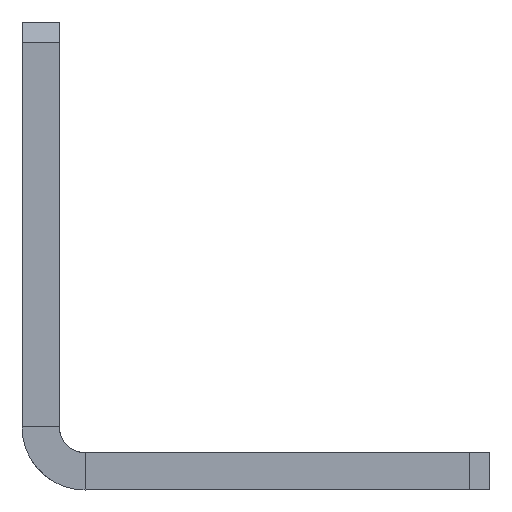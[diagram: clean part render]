
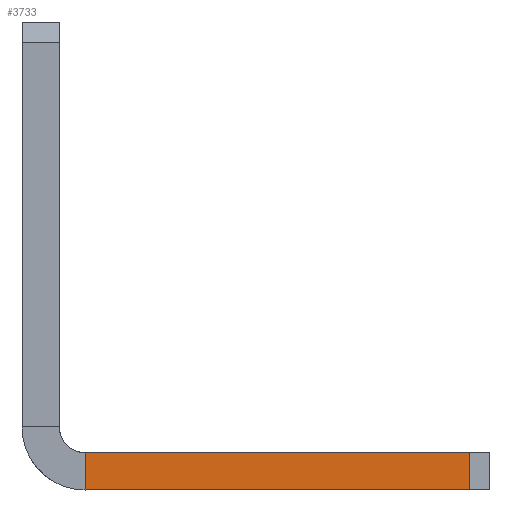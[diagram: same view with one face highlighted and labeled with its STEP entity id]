
A CAD part, left-side view. The second image highlights one B-rep face of the part: STEP entity #3733.
In plain terms, the highlighted planar face has unit normal (-1, 0, 0).
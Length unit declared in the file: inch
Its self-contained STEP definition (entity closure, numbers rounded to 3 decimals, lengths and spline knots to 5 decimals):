
#184=PLANE('',#4171);
#305=FACE_OUTER_BOUND('',#523,.T.);
#523=EDGE_LOOP('',(#3027,#3028,#3029,#3030));
#756=LINE('',#6158,#1002);
#772=LINE('',#6211,#1018);
#803=LINE('',#6265,#1049);
#804=LINE('',#6266,#1050);
#1002=VECTOR('',#5022,0.371);
#1018=VECTOR('',#5060,0.371);
#1049=VECTOR('',#5107,0.036);
#1050=VECTOR('',#5108,0.036);
#1742=VERTEX_POINT('',#6155);
#1743=VERTEX_POINT('',#6157);
#1768=VERTEX_POINT('',#6208);
#1769=VERTEX_POINT('',#6210);
#2206=EDGE_CURVE('',#1743,#1742,#756,.T.);
#2232=EDGE_CURVE('',#1768,#1769,#772,.T.);
#2263=EDGE_CURVE('',#1742,#1769,#803,.T.);
#2264=EDGE_CURVE('',#1768,#1743,#804,.T.);
#3027=ORIENTED_EDGE('',*,*,#2206,.T.);
#3028=ORIENTED_EDGE('',*,*,#2263,.T.);
#3029=ORIENTED_EDGE('',*,*,#2232,.F.);
#3030=ORIENTED_EDGE('',*,*,#2264,.T.);
#3733=ADVANCED_FACE('',(#305),#184,.T.);
#4171=AXIS2_PLACEMENT_3D('',#6264,#5105,#5106);
#5022=DIRECTION('',(0.,-1.,0.));
#5060=DIRECTION('',(0.,-1.,0.));
#5105=DIRECTION('center_axis',(-1.,0.,0.));
#5106=DIRECTION('ref_axis',(0.,0.,1.));
#5107=DIRECTION('',(0.,0.,1.));
#5108=DIRECTION('',(0.,0.,-1.));
#6155=CARTESIAN_POINT('',(-3.75,-0.396,-0.2565));
#6157=CARTESIAN_POINT('',(-3.75,-0.025,-0.2565));
#6158=CARTESIAN_POINT('',(-3.75,-0.025,-0.2565));
#6208=CARTESIAN_POINT('',(-3.75,-0.025,-0.2205));
#6210=CARTESIAN_POINT('',(-3.75,-0.396,-0.2205));
#6211=CARTESIAN_POINT('',(-3.75,-0.025,-0.2205));
#6264=CARTESIAN_POINT('Origin',(-3.75,-0.416,-0.2565));
#6265=CARTESIAN_POINT('',(-3.75,-0.396,-0.2565));
#6266=CARTESIAN_POINT('',(-3.75,-0.025,-0.2205));
